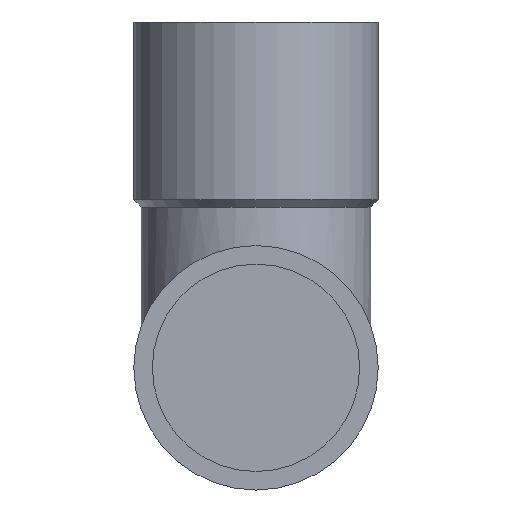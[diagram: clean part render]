
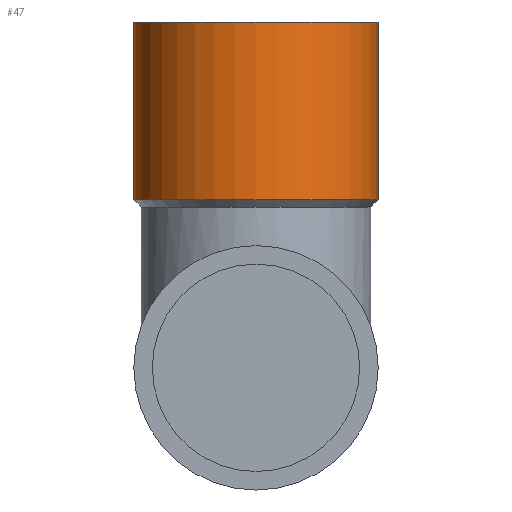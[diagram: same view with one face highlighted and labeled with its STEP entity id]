
A CAD part, front view. The second image highlights one B-rep face of the part: STEP entity #47.
In plain terms, the highlighted cylindrical face has radius 16.5 mm (diameter 33 mm), a full revolution.
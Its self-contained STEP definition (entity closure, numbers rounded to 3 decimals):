
#47 = ADVANCED_FACE( '', ( #105, #106 ), #107, .T. );
#105 = FACE_OUTER_BOUND( '', #178, .T. );
#106 = FACE_OUTER_BOUND( '', #179, .T. );
#107 = CYLINDRICAL_SURFACE( '', #180, 16.5 );
#178 = EDGE_LOOP( '', ( #251 ) );
#179 = EDGE_LOOP( '', ( #252 ) );
#180 = AXIS2_PLACEMENT_3D( '', #253, #254, #255 );
#251 = ORIENTED_EDGE( '', *, *, #341, .T. );
#252 = ORIENTED_EDGE( '', *, *, #342, .T. );
#253 = CARTESIAN_POINT( '', ( 0., 41.2, 21.7 ) );
#254 = DIRECTION( '', ( 0., 0., -1. ) );
#255 = DIRECTION( '', ( 1., 0., 0. ) );
#341 = EDGE_CURVE( '', #380, #380, #381, .F. );
#342 = EDGE_CURVE( '', #382, #382, #383, .T. );
#380 = VERTEX_POINT( '', #554 );
#381 = CIRCLE( '', #555, 16.5 );
#382 = VERTEX_POINT( '', #556 );
#383 = CIRCLE( '', #557, 16.5 );
#554 = CARTESIAN_POINT( '', ( -16.5, 41.2, 22.7 ) );
#555 = AXIS2_PLACEMENT_3D( '', #602, #603, #604 );
#556 = CARTESIAN_POINT( '', ( 16.5, 41.2, 46.7 ) );
#557 = AXIS2_PLACEMENT_3D( '', #605, #606, #607 );
#602 = CARTESIAN_POINT( '', ( 0., 41.2, 22.7 ) );
#603 = DIRECTION( '', ( 0., 0., -1. ) );
#604 = DIRECTION( '', ( -1., 0., 0. ) );
#605 = CARTESIAN_POINT( '', ( 0., 41.2, 46.7 ) );
#606 = DIRECTION( '', ( 0., 0., -1. ) );
#607 = DIRECTION( '', ( 1., 0., 0. ) );
